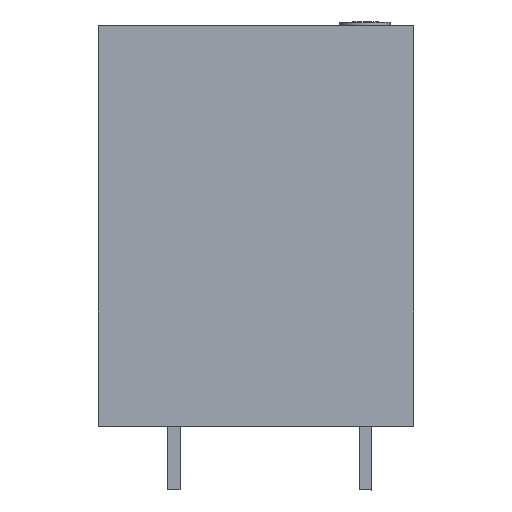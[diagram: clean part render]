
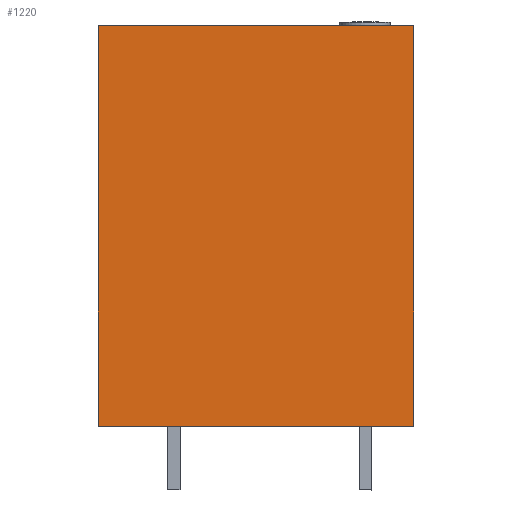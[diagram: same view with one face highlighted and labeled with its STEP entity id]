
A CAD part, left-side view. The second image highlights one B-rep face of the part: STEP entity #1220.
In plain terms, the highlighted planar face has unit normal (-1, 0, 0).
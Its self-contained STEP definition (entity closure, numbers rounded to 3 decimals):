
#1193=AXIS2_PLACEMENT_3D('Plane Axis2P3D',#1190,#1191,#1192) ;
#224=CARTESIAN_POINT('Line Origine',(0.,12.35,36.3)) ;
#228=CARTESIAN_POINT('Vertex',(0.,0.,36.3)) ;
#230=CARTESIAN_POINT('Vertex',(0.,24.7,36.3)) ;
#1190=CARTESIAN_POINT('Axis2P3D Location',(0.,24.7,0.)) ;
#1195=CARTESIAN_POINT('Line Origine',(0.,24.7,20.65)) ;
#1199=CARTESIAN_POINT('Vertex',(0.,24.7,5.)) ;
#1202=CARTESIAN_POINT('Line Origine',(0.,12.35,5.)) ;
#1206=CARTESIAN_POINT('Vertex',(0.,0.,5.)) ;
#1209=CARTESIAN_POINT('Line Origine',(0.,0.,20.65)) ;
#225=DIRECTION('Vector Direction',(0.,-1.,0.)) ;
#1191=DIRECTION('Axis2P3D Direction',(-1.,0.,0.)) ;
#1192=DIRECTION('Axis2P3D XDirection',(0.,-1.,0.)) ;
#1196=DIRECTION('Vector Direction',(0.,0.,-1.)) ;
#1203=DIRECTION('Vector Direction',(0.,-1.,0.)) ;
#1210=DIRECTION('Vector Direction',(0.,0.,1.)) ;
#226=VECTOR('Line Direction',#225,1.) ;
#1197=VECTOR('Line Direction',#1196,1.) ;
#1204=VECTOR('Line Direction',#1203,1.) ;
#1211=VECTOR('Line Direction',#1210,1.) ;
#1215=ORIENTED_EDGE('',*,*,#232,.T.) ;
#1216=ORIENTED_EDGE('',*,*,#1201,.T.) ;
#1217=ORIENTED_EDGE('',*,*,#1208,.T.) ;
#1218=ORIENTED_EDGE('',*,*,#1213,.T.) ;
#1220=ADVANCED_FACE('HOUSING',(#1219),#1194,.T.) ;
#232=EDGE_CURVE('',#229,#231,#227,.F.) ;
#1201=EDGE_CURVE('',#231,#1200,#1198,.T.) ;
#1208=EDGE_CURVE('',#1200,#1207,#1205,.T.) ;
#1213=EDGE_CURVE('',#1207,#229,#1212,.T.) ;
#1214=EDGE_LOOP('',(#1215,#1216,#1217,#1218)) ;
#1219=FACE_OUTER_BOUND('',#1214,.T.) ;
#227=LINE('Line',#224,#226) ;
#1198=LINE('Line',#1195,#1197) ;
#1205=LINE('Line',#1202,#1204) ;
#1212=LINE('Line',#1209,#1211) ;
#1194=PLANE('',#1193) ;
#229=VERTEX_POINT('',#228) ;
#231=VERTEX_POINT('',#230) ;
#1200=VERTEX_POINT('',#1199) ;
#1207=VERTEX_POINT('',#1206) ;
